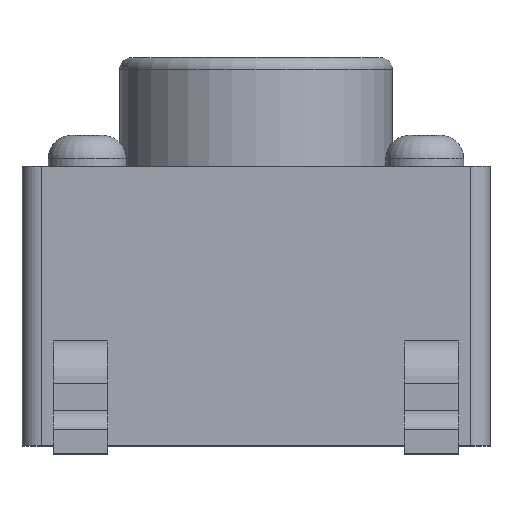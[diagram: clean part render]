
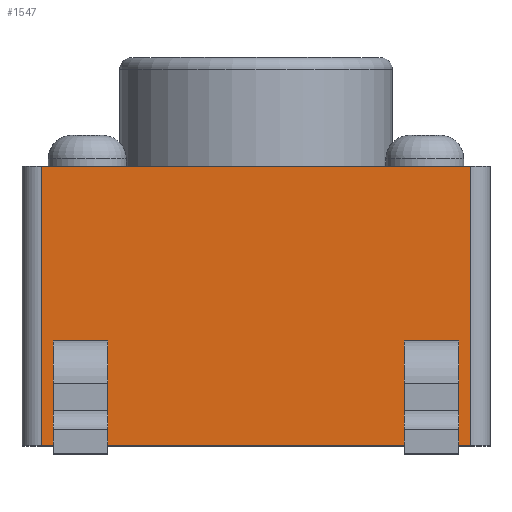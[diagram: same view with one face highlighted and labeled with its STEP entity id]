
A CAD part, top view. The second image highlights one B-rep face of the part: STEP entity #1547.
In plain terms, the highlighted face is planar.
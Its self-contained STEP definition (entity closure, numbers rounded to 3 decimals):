
#41 = VERTEX_POINT ( 'NONE', #1326 ) ;
#51 = DIRECTION ( 'NONE',  ( 0., 0., 1. ) ) ;
#79 = CARTESIAN_POINT ( 'NONE',  ( -3., -3., -2.23 ) ) ;
#107 = CARTESIAN_POINT ( 'NONE',  ( 1.9, -3., -2.23 ) ) ;
#159 = AXIS2_PLACEMENT_3D ( 'NONE', #1322, #532, #1291 ) ;
#166 = DIRECTION ( 'NONE',  ( 0., 0., 1. ) ) ;
#218 = LINE ( 'NONE', #3370, #1504 ) ;
#220 = VECTOR ( 'NONE', #1537, 1000. ) ;
#272 = EDGE_LOOP ( 'NONE', ( #716, #1263, #3419, #1364 ) ) ;
#277 = VERTEX_POINT ( 'NONE', #1136 ) ;
#282 = VERTEX_POINT ( 'NONE', #2500 ) ;
#383 = CARTESIAN_POINT ( 'NONE',  ( -2.6, -3., 0. ) ) ;
#418 = FACE_OUTER_BOUND ( 'NONE', #646, .T. ) ;
#470 = VERTEX_POINT ( 'NONE', #1800 ) ;
#491 = LINE ( 'NONE', #1903, #2614 ) ;
#517 = EDGE_CURVE ( 'NONE', #277, #282, #2490, .T. ) ;
#530 = DIRECTION ( 'NONE',  ( 1., 0., 0. ) ) ;
#532 = DIRECTION ( 'NONE',  ( 0., -1., 0. ) ) ;
#595 = LINE ( 'NONE', #2104, #2421 ) ;
#646 = EDGE_LOOP ( 'NONE', ( #2412, #1095, #955, #2381 ) ) ;
#716 = ORIENTED_EDGE ( 'NONE', *, *, #756, .T. ) ;
#722 = CARTESIAN_POINT ( 'NONE',  ( 2.75, -3., 0. ) ) ;
#737 = LINE ( 'NONE', #2605, #2949 ) ;
#756 = EDGE_CURVE ( 'NONE', #3038, #470, #595, .T. ) ;
#788 = CARTESIAN_POINT ( 'NONE',  ( -2.75, -3., 0. ) ) ;
#837 = CARTESIAN_POINT ( 'NONE',  ( -1.9, -3., -2.23 ) ) ;
#908 = DIRECTION ( 'NONE',  ( 0., 0., -1. ) ) ;
#955 = ORIENTED_EDGE ( 'NONE', *, *, #1555, .T. ) ;
#1003 = VERTEX_POINT ( 'NONE', #2414 ) ;
#1042 = VERTEX_POINT ( 'NONE', #2225 ) ;
#1051 = DIRECTION ( 'NONE',  ( -1., 0., 0. ) ) ;
#1060 = ORIENTED_EDGE ( 'NONE', *, *, #3042, .T. ) ;
#1070 = LINE ( 'NONE', #1644, #2092 ) ;
#1095 = ORIENTED_EDGE ( 'NONE', *, *, #3262, .T. ) ;
#1135 = VERTEX_POINT ( 'NONE', #2256 ) ;
#1136 = CARTESIAN_POINT ( 'NONE',  ( -1.9, -3., -2.53 ) ) ;
#1201 = VECTOR ( 'NONE', #1910, 1000. ) ;
#1220 = VECTOR ( 'NONE', #1051, 1000. ) ;
#1263 = ORIENTED_EDGE ( 'NONE', *, *, #2183, .T. ) ;
#1291 = DIRECTION ( 'NONE',  ( 0., 0., -1. ) ) ;
#1322 = CARTESIAN_POINT ( 'NONE',  ( -3., -3., 0. ) ) ;
#1326 = CARTESIAN_POINT ( 'NONE',  ( -2.75, -3., -3.58 ) ) ;
#1341 = VECTOR ( 'NONE', #3381, 1000. ) ;
#1364 = ORIENTED_EDGE ( 'NONE', *, *, #3028, .T. ) ;
#1428 = ORIENTED_EDGE ( 'NONE', *, *, #517, .T. ) ;
#1430 = CARTESIAN_POINT ( 'NONE',  ( 2.6, -3., -2.53 ) ) ;
#1447 = EDGE_LOOP ( 'NONE', ( #1428, #3334, #1060, #1671 ) ) ;
#1504 = VECTOR ( 'NONE', #2280, 1000. ) ;
#1525 = CARTESIAN_POINT ( 'NONE',  ( -3., -3., -2.53 ) ) ;
#1532 = DIRECTION ( 'NONE',  ( -1., 0., 0. ) ) ;
#1537 = DIRECTION ( 'NONE',  ( 0., 0., 1. ) ) ;
#1547 = ADVANCED_FACE ( 'NONE', ( #2591, #1973, #418 ), #2712, .T. ) ;
#1555 = EDGE_CURVE ( 'NONE', #1135, #2800, #2755, .T. ) ;
#1644 = CARTESIAN_POINT ( 'NONE',  ( -3., -3., -2.23 ) ) ;
#1671 = ORIENTED_EDGE ( 'NONE', *, *, #3226, .T. ) ;
#1716 = VECTOR ( 'NONE', #51, 1000. ) ;
#1742 = VECTOR ( 'NONE', #2096, 1000. ) ;
#1800 = CARTESIAN_POINT ( 'NONE',  ( 1.9, -3., -2.53 ) ) ;
#1866 = EDGE_CURVE ( 'NONE', #3169, #1003, #1070, .T. ) ;
#1903 = CARTESIAN_POINT ( 'NONE',  ( -3., -3., -3.58 ) ) ;
#1910 = DIRECTION ( 'NONE',  ( 0., 0., -1. ) ) ;
#1973 = FACE_BOUND ( 'NONE', #1447, .T. ) ;
#2036 = VECTOR ( 'NONE', #166, 1000. ) ;
#2049 = LINE ( 'NONE', #79, #1341 ) ;
#2092 = VECTOR ( 'NONE', #530, 1000. ) ;
#2096 = DIRECTION ( 'NONE',  ( -1., 0., 0. ) ) ;
#2104 = CARTESIAN_POINT ( 'NONE',  ( -3., -3., -2.53 ) ) ;
#2183 = EDGE_CURVE ( 'NONE', #470, #3169, #2648, .T. ) ;
#2225 = CARTESIAN_POINT ( 'NONE',  ( 2.75, -3., -3.58 ) ) ;
#2256 = CARTESIAN_POINT ( 'NONE',  ( 2.75, -3., 0. ) ) ;
#2280 = DIRECTION ( 'NONE',  ( 0., 0., -1. ) ) ;
#2381 = ORIENTED_EDGE ( 'NONE', *, *, #2485, .T. ) ;
#2412 = ORIENTED_EDGE ( 'NONE', *, *, #2441, .F. ) ;
#2414 = CARTESIAN_POINT ( 'NONE',  ( 2.6, -3., -2.23 ) ) ;
#2421 = VECTOR ( 'NONE', #1532, 1000. ) ;
#2441 = EDGE_CURVE ( 'NONE', #1042, #41, #491, .T. ) ;
#2474 = DIRECTION ( 'NONE',  ( -1., 0., 0. ) ) ;
#2485 = EDGE_CURVE ( 'NONE', #2800, #41, #2865, .T. ) ;
#2490 = LINE ( 'NONE', #1525, #1742 ) ;
#2500 = CARTESIAN_POINT ( 'NONE',  ( -2.6, -3., -2.53 ) ) ;
#2591 = FACE_BOUND ( 'NONE', #272, .T. ) ;
#2605 = CARTESIAN_POINT ( 'NONE',  ( -1.9, -3., 0. ) ) ;
#2614 = VECTOR ( 'NONE', #2474, 1000. ) ;
#2648 = LINE ( 'NONE', #2877, #220 ) ;
#2707 = VERTEX_POINT ( 'NONE', #3356 ) ;
#2712 = PLANE ( 'NONE',  #159 ) ;
#2722 = CARTESIAN_POINT ( 'NONE',  ( -3., -3., 0. ) ) ;
#2755 = LINE ( 'NONE', #2722, #1220 ) ;
#2764 = LINE ( 'NONE', #722, #2036 ) ;
#2800 = VERTEX_POINT ( 'NONE', #3445 ) ;
#2831 = VERTEX_POINT ( 'NONE', #837 ) ;
#2865 = LINE ( 'NONE', #788, #1201 ) ;
#2877 = CARTESIAN_POINT ( 'NONE',  ( 1.9, -3., 0. ) ) ;
#2949 = VECTOR ( 'NONE', #908, 1000. ) ;
#2981 = LINE ( 'NONE', #383, #1716 ) ;
#3028 = EDGE_CURVE ( 'NONE', #1003, #3038, #218, .T. ) ;
#3038 = VERTEX_POINT ( 'NONE', #1430 ) ;
#3042 = EDGE_CURVE ( 'NONE', #2707, #2831, #2049, .T. ) ;
#3169 = VERTEX_POINT ( 'NONE', #107 ) ;
#3226 = EDGE_CURVE ( 'NONE', #2831, #277, #737, .T. ) ;
#3262 = EDGE_CURVE ( 'NONE', #1042, #1135, #2764, .T. ) ;
#3334 = ORIENTED_EDGE ( 'NONE', *, *, #3515, .T. ) ;
#3356 = CARTESIAN_POINT ( 'NONE',  ( -2.6, -3., -2.23 ) ) ;
#3370 = CARTESIAN_POINT ( 'NONE',  ( 2.6, -3., 0. ) ) ;
#3381 = DIRECTION ( 'NONE',  ( 1., 0., 0. ) ) ;
#3419 = ORIENTED_EDGE ( 'NONE', *, *, #1866, .T. ) ;
#3445 = CARTESIAN_POINT ( 'NONE',  ( -2.75, -3., 0. ) ) ;
#3515 = EDGE_CURVE ( 'NONE', #282, #2707, #2981, .T. ) ;
